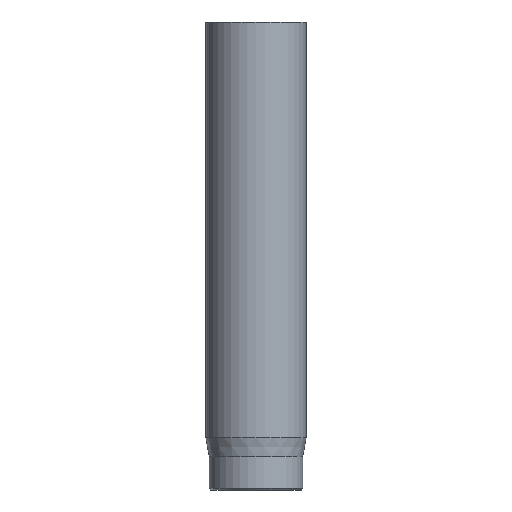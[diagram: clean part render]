
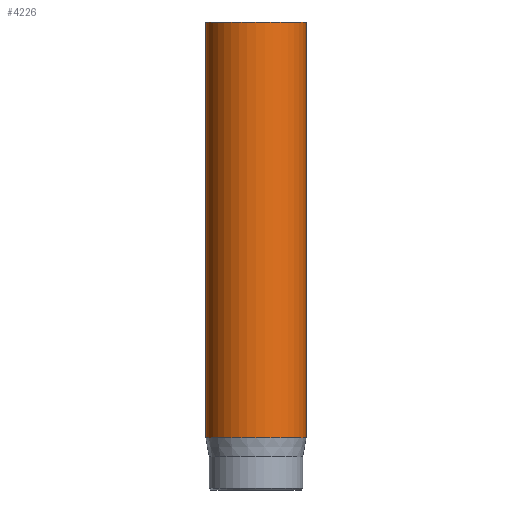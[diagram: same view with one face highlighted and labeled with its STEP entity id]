
A CAD part, front view. The second image highlights one B-rep face of the part: STEP entity #4226.
In plain terms, the highlighted cylindrical face has radius 1.5 mm (diameter 3 mm), a full revolution.
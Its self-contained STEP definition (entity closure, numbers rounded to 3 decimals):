
#42=CYLINDRICAL_SURFACE('',#4391,1.5);
#45=CIRCLE('',#4361,1.5);
#59=CIRCLE('',#4389,1.5);
#60=CIRCLE('',#4390,1.5);
#377=FACE_OUTER_BOUND('',#628,.T.);
#628=EDGE_LOOP('',(#3767,#3768,#3769,#3770,#3771));
#934=LINE('',#8058,#1250);
#1250=VECTOR('',#4886,1.5);
#1939=VERTEX_POINT('',#8003);
#1953=VERTEX_POINT('',#8052);
#1954=VERTEX_POINT('',#8053);
#2542=EDGE_CURVE('',#1939,#1939,#45,.T.);
#2563=EDGE_CURVE('',#1953,#1954,#59,.T.);
#2564=EDGE_CURVE('',#1954,#1953,#60,.T.);
#2566=EDGE_CURVE('',#1939,#1953,#934,.T.);
#3767=ORIENTED_EDGE('',*,*,#2542,.T.);
#3768=ORIENTED_EDGE('',*,*,#2566,.T.);
#3769=ORIENTED_EDGE('',*,*,#2563,.T.);
#3770=ORIENTED_EDGE('',*,*,#2564,.T.);
#3771=ORIENTED_EDGE('',*,*,#2566,.F.);
#4226=ADVANCED_FACE('',(#377),#42,.T.);
#4361=AXIS2_PLACEMENT_3D('',#8004,#4816,#4817);
#4389=AXIS2_PLACEMENT_3D('',#8054,#4879,#4880);
#4390=AXIS2_PLACEMENT_3D('',#8055,#4881,#4882);
#4391=AXIS2_PLACEMENT_3D('',#8057,#4884,#4885);
#4816=DIRECTION('center_axis',(0.,0.,-1.));
#4817=DIRECTION('ref_axis',(-1.,0.,0.));
#4879=DIRECTION('center_axis',(0.,0.,1.));
#4880=DIRECTION('ref_axis',(-1.,0.,0.));
#4881=DIRECTION('center_axis',(0.,0.,1.));
#4882=DIRECTION('ref_axis',(-1.,0.,0.));
#4884=DIRECTION('center_axis',(0.,0.,1.));
#4885=DIRECTION('ref_axis',(-1.,0.,0.));
#4886=DIRECTION('',(0.,0.,-1.));
#8003=CARTESIAN_POINT('',(1.5,0.,14.));
#8004=CARTESIAN_POINT('Origin',(0.,0.,14.));
#8052=CARTESIAN_POINT('',(1.5,0.,1.567));
#8053=CARTESIAN_POINT('',(-1.5,0.,1.567));
#8054=CARTESIAN_POINT('Origin',(0.,0.,1.567));
#8055=CARTESIAN_POINT('Origin',(0.,0.,1.567));
#8057=CARTESIAN_POINT('Origin',(0.,0.,0.));
#8058=CARTESIAN_POINT('',(1.5,0.,0.));
